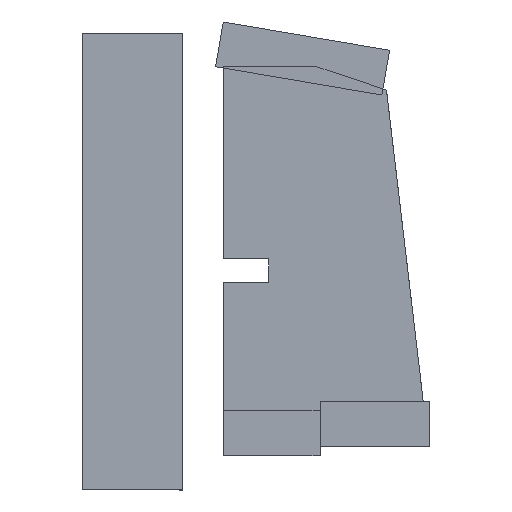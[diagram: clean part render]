
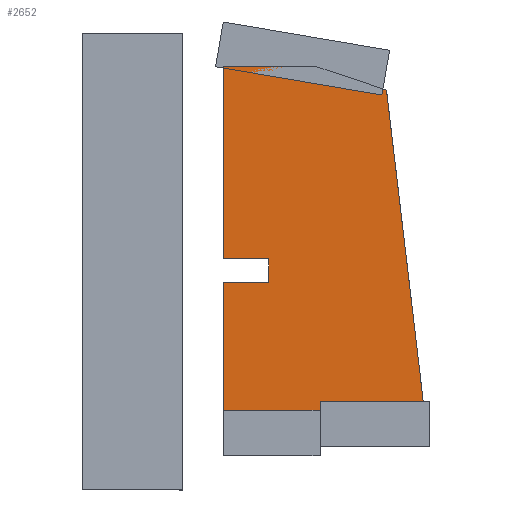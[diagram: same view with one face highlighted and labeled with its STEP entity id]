
A CAD part, left-side view. The second image highlights one B-rep face of the part: STEP entity #2652.
In plain terms, the highlighted face is planar.
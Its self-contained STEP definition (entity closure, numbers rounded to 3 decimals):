
#145 = VERTEX_POINT ( 'NONE', #1127 ) ;
#161 = CARTESIAN_POINT ( 'NONE',  ( 123., -29., 0. ) ) ;
#171 = CARTESIAN_POINT ( 'NONE',  ( 214., -62., 0. ) ) ;
#207 = LINE ( 'NONE', #2031, #1522 ) ;
#296 = AXIS2_PLACEMENT_3D ( 'NONE', #1303, #1331, #2091 ) ;
#298 = VERTEX_POINT ( 'NONE', #394 ) ;
#328 = EDGE_CURVE ( 'NONE', #480, #3056, #207, .T. ) ;
#342 = DIRECTION ( 'NONE',  ( 0., 1., 0. ) ) ;
#394 = CARTESIAN_POINT ( 'NONE',  ( 220., -62., 0. ) ) ;
#467 = ORIENTED_EDGE ( 'NONE', *, *, #970, .F. ) ;
#476 = CARTESIAN_POINT ( 'NONE',  ( 0., -60., 0. ) ) ;
#480 = VERTEX_POINT ( 'NONE', #3147 ) ;
#570 = VECTOR ( 'NONE', #3060, 1000. ) ;
#617 = DIRECTION ( 'NONE',  ( 0.319, -0.948, 0. ) ) ;
#698 = LINE ( 'NONE', #2477, #1751 ) ;
#769 = ORIENTED_EDGE ( 'NONE', *, *, #2384, .F. ) ;
#775 = PLANE ( 'NONE',  #296 ) ;
#807 = ORIENTED_EDGE ( 'NONE', *, *, #2731, .F. ) ;
#830 = CARTESIAN_POINT ( 'NONE',  ( 220., 0., 0. ) ) ;
#970 = EDGE_CURVE ( 'NONE', #145, #975, #3122, .T. ) ;
#975 = VERTEX_POINT ( 'NONE', #3360 ) ;
#1006 = VECTOR ( 'NONE', #2654, 1000. ) ;
#1027 = ORIENTED_EDGE ( 'NONE', *, *, #1496, .F. ) ;
#1042 = LINE ( 'NONE', #3363, #3190 ) ;
#1103 = VERTEX_POINT ( 'NONE', #1279 ) ;
#1113 = VERTEX_POINT ( 'NONE', #1795 ) ;
#1127 = CARTESIAN_POINT ( 'NONE',  ( 214., -128., 0. ) ) ;
#1131 = CARTESIAN_POINT ( 'NONE',  ( 15., -104.5, 0. ) ) ;
#1148 = CARTESIAN_POINT ( 'NONE',  ( 220., 0., 0. ) ) ;
#1156 = VERTEX_POINT ( 'NONE', #1865 ) ;
#1204 = CARTESIAN_POINT ( 'NONE',  ( 0., 0., 0. ) ) ;
#1274 = FACE_OUTER_BOUND ( 'NONE', #2558, .T. ) ;
#1279 = CARTESIAN_POINT ( 'NONE',  ( 123., 0., 0. ) ) ;
#1287 = ORIENTED_EDGE ( 'NONE', *, *, #1882, .F. ) ;
#1303 = CARTESIAN_POINT ( 'NONE',  ( 0., 0., 0. ) ) ;
#1331 = DIRECTION ( 'NONE',  ( 0., 0., -1. ) ) ;
#1455 = DIRECTION ( 'NONE',  ( 0., 1., 0. ) ) ;
#1462 = ORIENTED_EDGE ( 'NONE', *, *, #328, .T. ) ;
#1488 = EDGE_CURVE ( 'NONE', #1103, #1156, #2953, .T. ) ;
#1496 = EDGE_CURVE ( 'NONE', #2437, #1103, #2575, .T. ) ;
#1522 = VECTOR ( 'NONE', #2050, 1000. ) ;
#1589 = CARTESIAN_POINT ( 'NONE',  ( 220., -62., 0. ) ) ;
#1721 = CARTESIAN_POINT ( 'NONE',  ( 123., -29., 0. ) ) ;
#1724 = DIRECTION ( 'NONE',  ( 0.993, -0.117, 0. ) ) ;
#1736 = ORIENTED_EDGE ( 'NONE', *, *, #1783, .F. ) ;
#1751 = VECTOR ( 'NONE', #1724, 1000. ) ;
#1783 = EDGE_CURVE ( 'NONE', #1940, #3056, #2911, .T. ) ;
#1795 = CARTESIAN_POINT ( 'NONE',  ( 15., -104.5, 0. ) ) ;
#1800 = VECTOR ( 'NONE', #1455, 1000. ) ;
#1826 = CARTESIAN_POINT ( 'NONE',  ( 138., -29., 0. ) ) ;
#1850 = CARTESIAN_POINT ( 'NONE',  ( 0., 0., 0. ) ) ;
#1865 = CARTESIAN_POINT ( 'NONE',  ( 0., 0., 0. ) ) ;
#1882 = EDGE_CURVE ( 'NONE', #3221, #1113, #2110, .T. ) ;
#1890 = DIRECTION ( 'NONE',  ( 0., -1., 0. ) ) ;
#1940 = VERTEX_POINT ( 'NONE', #830 ) ;
#1950 = EDGE_CURVE ( 'NONE', #1113, #145, #698, .T. ) ;
#2017 = VECTOR ( 'NONE', #2867, 1000. ) ;
#2031 = CARTESIAN_POINT ( 'NONE',  ( 138., -29., 0. ) ) ;
#2050 = DIRECTION ( 'NONE',  ( 0., 1., 0. ) ) ;
#2091 = DIRECTION ( 'NONE',  ( -1., 0., 0. ) ) ;
#2110 = LINE ( 'NONE', #1131, #3356 ) ;
#2148 = ORIENTED_EDGE ( 'NONE', *, *, #2456, .F. ) ;
#2166 = EDGE_CURVE ( 'NONE', #1156, #3221, #1042, .T. ) ;
#2384 = EDGE_CURVE ( 'NONE', #298, #1940, #2509, .T. ) ;
#2437 = VERTEX_POINT ( 'NONE', #161 ) ;
#2456 = EDGE_CURVE ( 'NONE', #480, #2437, #2724, .T. ) ;
#2477 = CARTESIAN_POINT ( 'NONE',  ( 214., -128., 0. ) ) ;
#2509 = LINE ( 'NONE', #1148, #3428 ) ;
#2558 = EDGE_LOOP ( 'NONE', ( #1462, #1736, #769, #807, #467, #2848, #1287, #3137, #2776, #1027, #2148 ) ) ;
#2575 = LINE ( 'NONE', #1721, #1800 ) ;
#2652 = ADVANCED_FACE ( 'NONE', ( #1274 ), #775, .T. ) ;
#2654 = DIRECTION ( 'NONE',  ( 1., 0., 0. ) ) ;
#2724 = LINE ( 'NONE', #1826, #2017 ) ;
#2731 = EDGE_CURVE ( 'NONE', #975, #298, #3205, .T. ) ;
#2776 = ORIENTED_EDGE ( 'NONE', *, *, #1488, .F. ) ;
#2827 = VECTOR ( 'NONE', #2885, 1000. ) ;
#2848 = ORIENTED_EDGE ( 'NONE', *, *, #1950, .F. ) ;
#2867 = DIRECTION ( 'NONE',  ( -1., 0., 0. ) ) ;
#2885 = DIRECTION ( 'NONE',  ( -1., 0., 0. ) ) ;
#2911 = LINE ( 'NONE', #1850, #2827 ) ;
#2953 = LINE ( 'NONE', #1204, #570 ) ;
#3043 = VECTOR ( 'NONE', #3302, 1000. ) ;
#3056 = VERTEX_POINT ( 'NONE', #3092 ) ;
#3060 = DIRECTION ( 'NONE',  ( -1., 0., 0. ) ) ;
#3092 = CARTESIAN_POINT ( 'NONE',  ( 138., 0., 0. ) ) ;
#3122 = LINE ( 'NONE', #171, #3043 ) ;
#3137 = ORIENTED_EDGE ( 'NONE', *, *, #2166, .F. ) ;
#3147 = CARTESIAN_POINT ( 'NONE',  ( 138., -29., 0. ) ) ;
#3190 = VECTOR ( 'NONE', #1890, 1000. ) ;
#3205 = LINE ( 'NONE', #1589, #1006 ) ;
#3221 = VERTEX_POINT ( 'NONE', #476 ) ;
#3302 = DIRECTION ( 'NONE',  ( 0., 1., 0. ) ) ;
#3356 = VECTOR ( 'NONE', #617, 1000. ) ;
#3360 = CARTESIAN_POINT ( 'NONE',  ( 214., -62., 0. ) ) ;
#3363 = CARTESIAN_POINT ( 'NONE',  ( 0., 0., 0. ) ) ;
#3428 = VECTOR ( 'NONE', #342, 1000. ) ;
